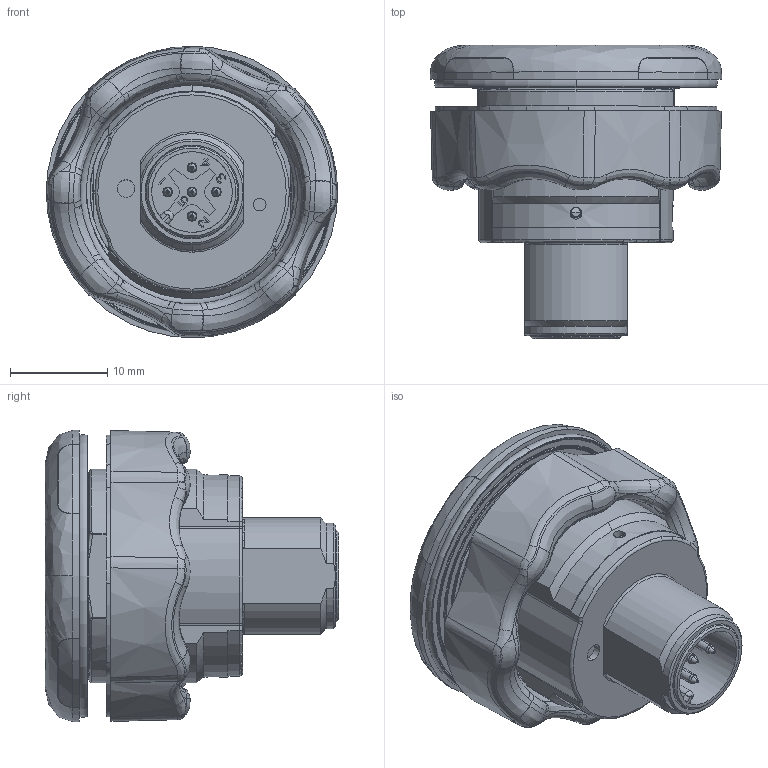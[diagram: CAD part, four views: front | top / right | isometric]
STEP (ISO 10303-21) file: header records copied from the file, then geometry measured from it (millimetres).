
FILE_DESCRIPTION (( 'STEP AP203' ), '1' );
FILE_NAME ('CS10KMLDT-B10-00C7.step', '2022-06-29T19:46:43', ( '' ), ( '' ), 'SwSTEP 2.0', 'SolidWorks 2021', '' );
FILE_SCHEMA (( 'CONFIG_CONTROL_DESIGN' ));
Length unit declared in the file: millimetre
Products named in the file (1): CS10KMLDT-B10-00C7
Bounding box: 30 x 30.2 x 30 mm (x, y, z)
Volume: 10889.9 mm3; surface area: 8254.2 mm2
Topology: 2 solids, 7 shells, 929 faces, 2284 edges, 1383 vertices
Faces by surface type: plane 282, bspline 208, cone 143, torus 130, cylinder 126, sphere 40
Entity records: 38210 total; most frequent: CARTESIAN_POINT 17979, ORIENTED_EDGE 4516, DIRECTION 3845, EDGE_CURVE 2258, AXIS2_PLACEMENT_3D 1535, VERTEX_POINT 1383, EDGE_LOOP 995, FACE_OUTER_BOUND 929
